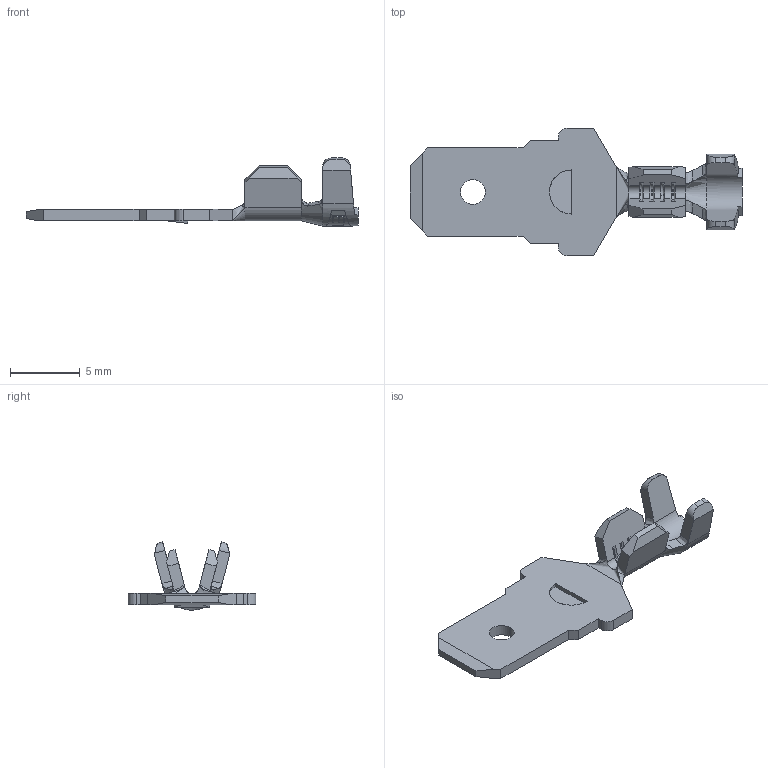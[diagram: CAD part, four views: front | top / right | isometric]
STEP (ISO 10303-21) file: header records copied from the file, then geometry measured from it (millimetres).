
FILE_DESCRIPTION (( 'STEP AP203' ), '1' );
FILE_NAME ('08201.STEP', '2015-01-29T15:56:53', ( '' ), ( '' ), 'SwSTEP 2.0', 'SolidWorks 2014', '' );
FILE_SCHEMA (( 'CONFIG_CONTROL_DESIGN' ));
Length unit declared in the file: inch
Products named in the file (1): 08201
Bounding box: 23.88 x 9.18 x 4.9 mm (x, y, z)
Volume: 129.6 mm3; surface area: 400.3 mm2
Topology: 1 solids, 1 shells, 190 faces, 488 edges, 309 vertices
Faces by surface type: plane 118, bspline 39, cylinder 25, cone 8
Entity records: 7058 total; most frequent: CARTESIAN_POINT 2702, ORIENTED_EDGE 976, DIRECTION 726, EDGE_CURVE 488, LINE 330, VECTOR 330, VERTEX_POINT 309, EDGE_LOOP 201
